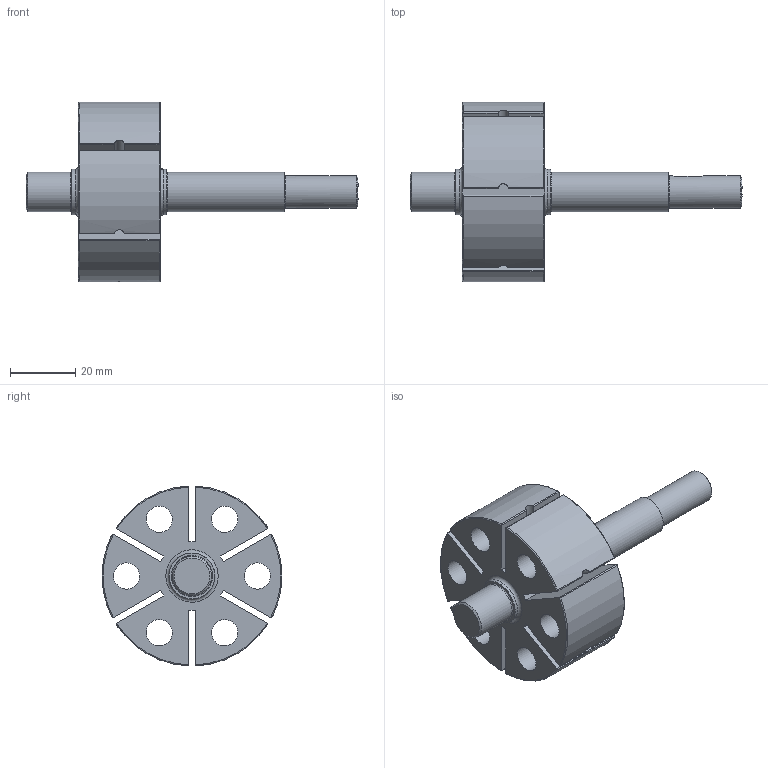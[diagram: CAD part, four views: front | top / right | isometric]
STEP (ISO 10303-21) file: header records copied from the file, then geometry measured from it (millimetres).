
FILE_DESCRIPTION(('THIS FILE CONTAINS SOME STEP INSTANCES'),'1');
FILE_NAME('LE-CB-002-01 Rotor.stp','2021-09-24T13:20:23',('UNDEFINED'),('UNDEFINED'),'T-FLEX CAD STEP converter','T-FLEX CAD','');
FILE_SCHEMA(('CONFIG_CONTROL_DESIGN'));
Length unit declared in the file: metre
Products named in the file (1): T骴o_9
Bounding box: 101.5 x 55 x 54.94 mm (x, y, z)
Volume: 54229.9 mm3; surface area: 19875.9 mm2
Topology: 1 solids, 1 shells, 99 faces, 265 edges, 174 vertices
Faces by surface type: cylinder 45, plane 34, torus 17, cone 3
Full cylindrical faces by diameter (mm): 4.134 x1, 8 x6, 10 x1, 12 x2, 14 x2
Entity records: 5306 total; most frequent: CARTESIAN_POINT 2281, ORIENTED_EDGE 512, DIRECTION 384, EDGE_CURVE 256, VERTEX_POINT 174, AXIS2_PLACEMENT_3D 142, EDGE_LOOP 125, FACE_OUTER_BOUND 106
